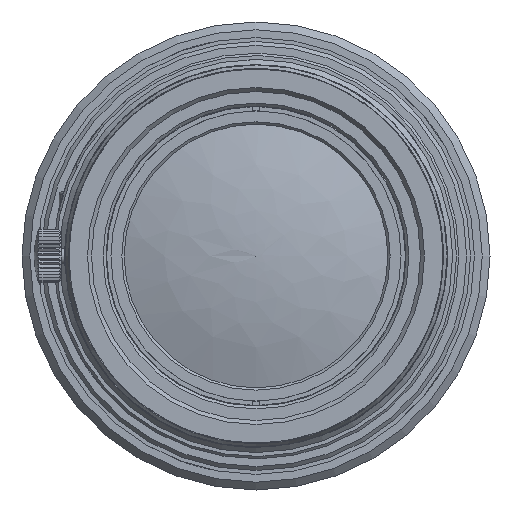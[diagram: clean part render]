
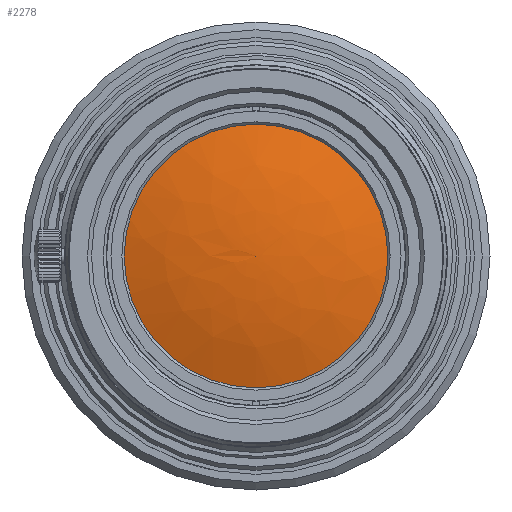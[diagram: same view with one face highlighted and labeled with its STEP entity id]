
A CAD part, left-side view. The second image highlights one B-rep face of the part: STEP entity #2278.
In plain terms, the highlighted free-form (B-spline) face has degree [3, 3] with [4, 7] control points.
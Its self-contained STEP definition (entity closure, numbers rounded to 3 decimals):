
#192=VERTEX_LOOP('',#15096);
#705=(
BOUNDED_SURFACE()
B_SPLINE_SURFACE(3,3,((#35705,#35706,#35707,#35708,#35709,#35710,#35711),
(#35712,#35713,#35714,#35715,#35716,#35717,#35718),(#35719,#35720,#35721,
#35722,#35723,#35724,#35725),(#35726,#35727,#35728,#35729,#35730,#35731,
#35732)),.UNSPECIFIED.,.F.,.T.,.F.)
B_SPLINE_SURFACE_WITH_KNOTS((4,4),(1,3,3,3,1),(0.,1.),(-0.5,0.,0.5,1.,1.5),
 .UNSPECIFIED.)
GEOMETRIC_REPRESENTATION_ITEM()
RATIONAL_B_SPLINE_SURFACE(((1.,0.333,0.333,1.,0.333,
0.333,1.),(0.992,0.331,0.331,
0.992,0.331,0.331,0.992),
(0.992,0.331,0.331,0.992,
0.331,0.331,0.992),(1.,0.333,
0.333,1.,0.333,0.333,1.)))
REPRESENTATION_ITEM('')
SURFACE()
);
#2278=ADVANCED_FACE('',(#6090,#6091),#705,.T.);
#6090=FACE_BOUND('',#7355,.T.);
#6091=FACE_BOUND('',#192,.T.);
#7355=EDGE_LOOP('',(#12151));
#12151=ORIENTED_EDGE('',*,*,#17743,.F.);
#15095=VERTEX_POINT('',#35703);
#15096=VERTEX_POINT('',#35704);
#17743=EDGE_CURVE('',#15095,#15095,#19226,.T.);
#19226=B_SPLINE_CURVE_WITH_KNOTS('',3,(#35685,#35686,#35687,#35688,#35689,
#35690,#35691,#35692,#35693,#35694,#35695,#35696,#35697,#35698,#35699,#35700,
#35701,#35702),.UNSPECIFIED.,.T.,.F.,(2,2,2,2,2,2,2,2,2,2,2),(-0.125,0.,
0.125,0.25,0.375,0.5,0.625,0.75,0.875,1.,1.125),.UNSPECIFIED.);
#35685=CARTESIAN_POINT('',(-135.387,17.449,-4.568));
#35686=CARTESIAN_POINT('',(-135.387,17.449,4.568));
#35687=CARTESIAN_POINT('',(-135.387,15.568,9.108));
#35688=CARTESIAN_POINT('',(-135.387,9.108,15.568));
#35689=CARTESIAN_POINT('',(-135.387,4.568,17.449));
#35690=CARTESIAN_POINT('',(-135.387,-4.568,17.449));
#35691=CARTESIAN_POINT('',(-135.387,-9.108,15.568));
#35692=CARTESIAN_POINT('',(-135.387,-15.568,9.108));
#35693=CARTESIAN_POINT('',(-135.387,-17.449,4.568));
#35694=CARTESIAN_POINT('',(-135.387,-17.449,-4.568));
#35695=CARTESIAN_POINT('',(-135.387,-15.568,-9.108));
#35696=CARTESIAN_POINT('',(-135.387,-9.108,-15.568));
#35697=CARTESIAN_POINT('',(-135.387,-4.568,-17.449));
#35698=CARTESIAN_POINT('',(-135.387,4.568,-17.449));
#35699=CARTESIAN_POINT('',(-135.387,9.108,-15.568));
#35700=CARTESIAN_POINT('',(-135.387,15.568,-9.108));
#35701=CARTESIAN_POINT('',(-135.387,17.449,-4.568));
#35702=CARTESIAN_POINT('',(-135.387,17.449,4.568));
#35703=CARTESIAN_POINT('',(-135.387,17.449,0.));
#35704=CARTESIAN_POINT('',(-138.173,0.,0.));
#35705=CARTESIAN_POINT('',(-135.387,17.449,0.));
#35706=CARTESIAN_POINT('',(-135.387,17.449,34.897));
#35707=CARTESIAN_POINT('',(-135.387,-17.449,34.897));
#35708=CARTESIAN_POINT('',(-135.387,-17.449,0.));
#35709=CARTESIAN_POINT('',(-135.387,-17.449,-34.897));
#35710=CARTESIAN_POINT('',(-135.387,17.449,-34.897));
#35711=CARTESIAN_POINT('',(-135.387,17.449,0.));
#35712=CARTESIAN_POINT('',(-137.23,11.803,0.));
#35713=CARTESIAN_POINT('',(-137.23,11.803,23.606));
#35714=CARTESIAN_POINT('',(-137.23,-11.803,23.606));
#35715=CARTESIAN_POINT('',(-137.23,-11.803,0.));
#35716=CARTESIAN_POINT('',(-137.23,-11.803,-23.606));
#35717=CARTESIAN_POINT('',(-137.23,11.803,-23.606));
#35718=CARTESIAN_POINT('',(-137.23,11.803,0.));
#35719=CARTESIAN_POINT('',(-138.166,5.939,0.));
#35720=CARTESIAN_POINT('',(-138.166,5.939,11.877));
#35721=CARTESIAN_POINT('',(-138.166,-5.939,11.877));
#35722=CARTESIAN_POINT('',(-138.166,-5.939,0.));
#35723=CARTESIAN_POINT('',(-138.166,-5.939,-11.877));
#35724=CARTESIAN_POINT('',(-138.166,5.939,-11.877));
#35725=CARTESIAN_POINT('',(-138.166,5.939,0.));
#35726=CARTESIAN_POINT('',(-138.173,0.,0.));
#35727=CARTESIAN_POINT('',(-138.173,0.,0.));
#35728=CARTESIAN_POINT('',(-138.173,0.,0.));
#35729=CARTESIAN_POINT('',(-138.173,0.,0.));
#35730=CARTESIAN_POINT('',(-138.173,0.,0.));
#35731=CARTESIAN_POINT('',(-138.173,0.,0.));
#35732=CARTESIAN_POINT('',(-138.173,0.,0.));
